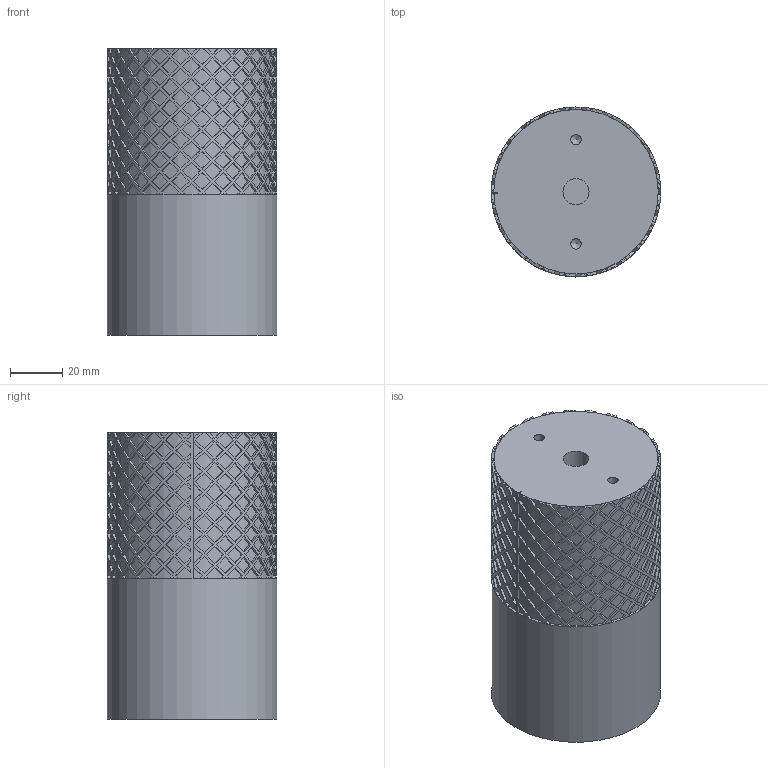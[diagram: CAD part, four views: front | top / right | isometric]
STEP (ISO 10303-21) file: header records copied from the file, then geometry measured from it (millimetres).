
FILE_DESCRIPTION(/* description */ (''),/* implementation_level */ '2;1');
FILE_NAME(/* name */ 'Fusion C0274 v5.step',/* time_stamp */ '2025-08-28T08:42:16+02:00',/* author */ (''),/* organization */ (''),/* preprocessor_version */ 'ST-DEVELOPER v20.1',/* originating_system */ 'Autodesk Translation Framework v14.10.0.0',/* authorisation */ '');
FILE_SCHEMA (('AUTOMOTIVE_DESIGN { 1 0 10303 214 3 1 1 }'));
Products named in the file (1): Fusion C0274
Bounding box: 65 x 65 x 110 mm (x, y, z)
Volume: 158297.4 mm3; surface area: 58945.1 mm2
Topology: 3 solids, 3 shells, 1603 faces, 4804 edges, 3197 vertices
Faces by surface type: bspline 1468, plane 122, cylinder 9, cone 4
Full cylindrical faces by diameter (mm): 4 x2, 10 x1, 50 x1, 62 x1, 63 x1, 65 x1
Entity records: 74774 total; most frequent: CARTESIAN_POINT 40430, ORIENTED_EDGE 9602, EDGE_CURVE 4801, VERTEX_POINT 3197, B_SPLINE_CURVE_WITH_KNOTS 2936, DIRECTION 2345, EDGE_LOOP 2174, LINE 1657
